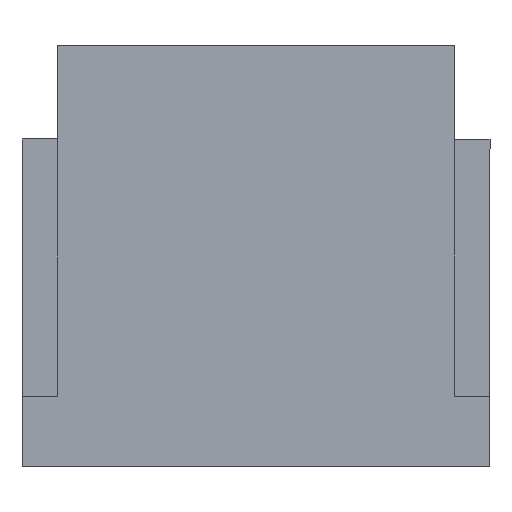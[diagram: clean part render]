
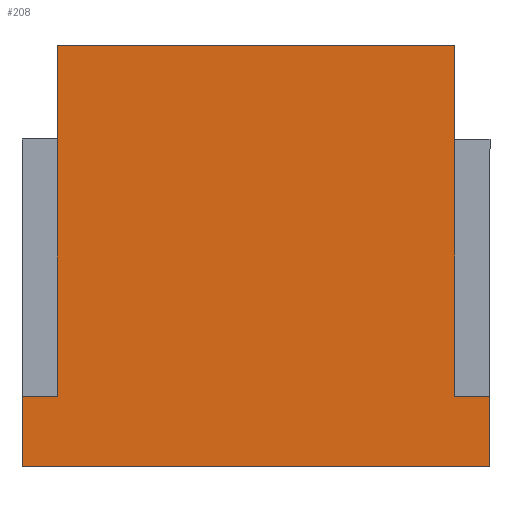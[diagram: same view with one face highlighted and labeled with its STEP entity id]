
A CAD part, front view. The second image highlights one B-rep face of the part: STEP entity #208.
In plain terms, the highlighted planar face has unit normal (0, -1, 0).
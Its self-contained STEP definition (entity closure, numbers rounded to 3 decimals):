
#208 = ADVANCED_FACE ( 'NONE', ( #1159 ), #1211, .F. ) ;
#209 = EDGE_LOOP ( 'NONE', ( #210, #214, #270, #273, #276, #279, #282, #257 ) ) ;
#210 = ORIENTED_EDGE ( 'NONE', *, *, #211, .T. ) ;
#211 = EDGE_CURVE ( 'NONE', #212, #213, #1206, .T. ) ;
#212 = VERTEX_POINT ( 'NONE', #1202 ) ;
#213 = VERTEX_POINT ( 'NONE', #1201 ) ;
#214 = ORIENTED_EDGE ( 'NONE', *, *, #215, .T. ) ;
#215 = EDGE_CURVE ( 'NONE', #213, #269, #1200, .T. ) ;
#257 = ORIENTED_EDGE ( 'NONE', *, *, #258, .T. ) ;
#258 = EDGE_CURVE ( 'NONE', #284, #212, #1315, .T. ) ;
#269 = VERTEX_POINT ( 'NONE', #1331 ) ;
#270 = ORIENTED_EDGE ( 'NONE', *, *, #271, .T. ) ;
#271 = EDGE_CURVE ( 'NONE', #269, #272, #1337, .T. ) ;
#272 = VERTEX_POINT ( 'NONE', #1381 ) ;
#273 = ORIENTED_EDGE ( 'NONE', *, *, #274, .F. ) ;
#274 = EDGE_CURVE ( 'NONE', #275, #272, #1380, .T. ) ;
#275 = VERTEX_POINT ( 'NONE', #1376 ) ;
#276 = ORIENTED_EDGE ( 'NONE', *, *, #277, .F. ) ;
#277 = EDGE_CURVE ( 'NONE', #278, #275, #1375, .T. ) ;
#278 = VERTEX_POINT ( 'NONE', #1371 ) ;
#279 = ORIENTED_EDGE ( 'NONE', *, *, #280, .T. ) ;
#280 = EDGE_CURVE ( 'NONE', #278, #281, #1370, .T. ) ;
#281 = VERTEX_POINT ( 'NONE', #1366 ) ;
#282 = ORIENTED_EDGE ( 'NONE', *, *, #283, .T. ) ;
#283 = EDGE_CURVE ( 'NONE', #281, #284, #1365, .T. ) ;
#284 = VERTEX_POINT ( 'NONE', #1361 ) ;
#1159 = FACE_OUTER_BOUND ( 'NONE', #209, .T. ) ;
#1197 = DIRECTION ( 'NONE',  ( -1., 0., 0. ) ) ;
#1198 = VECTOR ( 'NONE', #1197, 1000. ) ;
#1199 = CARTESIAN_POINT ( 'NONE',  ( -3.8, 0., -1.2 ) ) ;
#1200 = LINE ( 'NONE', #1199, #1198 ) ;
#1201 = CARTESIAN_POINT ( 'NONE',  ( -3.5, 0., -1.2 ) ) ;
#1202 = CARTESIAN_POINT ( 'NONE',  ( -3.5, 0., 1.8 ) ) ;
#1203 = DIRECTION ( 'NONE',  ( 0., 0., -1. ) ) ;
#1204 = VECTOR ( 'NONE', #1203, 1000. ) ;
#1205 = CARTESIAN_POINT ( 'NONE',  ( -3.5, 0., 1.8 ) ) ;
#1206 = LINE ( 'NONE', #1205, #1204 ) ;
#1207 = DIRECTION ( 'NONE',  ( 0., 0., 1. ) ) ;
#1208 = DIRECTION ( 'NONE',  ( 0., 1., 0. ) ) ;
#1209 = CARTESIAN_POINT ( 'NONE',  ( 0.2, 0., -1.8 ) ) ;
#1210 = AXIS2_PLACEMENT_3D ( 'NONE', #1209, #1208, #1207 ) ;
#1211 = PLANE ( 'NONE',  #1210 ) ;
#1312 = DIRECTION ( 'NONE',  ( -1., 0., 0. ) ) ;
#1313 = VECTOR ( 'NONE', #1312, 1000. ) ;
#1314 = CARTESIAN_POINT ( 'NONE',  ( 0.2, 0., 1.8 ) ) ;
#1315 = LINE ( 'NONE', #1314, #1313 ) ;
#1331 = CARTESIAN_POINT ( 'NONE',  ( -3.8, 0., -1.2 ) ) ;
#1337 = LINE ( 'NONE', #1384, #1383 ) ;
#1361 = CARTESIAN_POINT ( 'NONE',  ( -0.1, 0., 1.8 ) ) ;
#1362 = DIRECTION ( 'NONE',  ( 0., 0., 1. ) ) ;
#1363 = VECTOR ( 'NONE', #1362, 1000. ) ;
#1364 = CARTESIAN_POINT ( 'NONE',  ( -0.1, 0., 1.8 ) ) ;
#1365 = LINE ( 'NONE', #1364, #1363 ) ;
#1366 = CARTESIAN_POINT ( 'NONE',  ( -0.1, 0., -1.2 ) ) ;
#1367 = DIRECTION ( 'NONE',  ( -1., 0., 0. ) ) ;
#1368 = VECTOR ( 'NONE', #1367, 1000. ) ;
#1369 = CARTESIAN_POINT ( 'NONE',  ( 0.2, 0., -1.2 ) ) ;
#1370 = LINE ( 'NONE', #1369, #1368 ) ;
#1371 = CARTESIAN_POINT ( 'NONE',  ( 0.2, 0., -1.2 ) ) ;
#1372 = DIRECTION ( 'NONE',  ( 0., 0., -1. ) ) ;
#1373 = VECTOR ( 'NONE', #1372, 1000. ) ;
#1374 = CARTESIAN_POINT ( 'NONE',  ( 0.2, 0., -1.8 ) ) ;
#1375 = LINE ( 'NONE', #1374, #1373 ) ;
#1376 = CARTESIAN_POINT ( 'NONE',  ( 0.2, 0., -1.8 ) ) ;
#1377 = DIRECTION ( 'NONE',  ( -1., 0., 0. ) ) ;
#1378 = VECTOR ( 'NONE', #1377, 1000. ) ;
#1379 = CARTESIAN_POINT ( 'NONE',  ( 0.2, 0., -1.8 ) ) ;
#1380 = LINE ( 'NONE', #1379, #1378 ) ;
#1381 = CARTESIAN_POINT ( 'NONE',  ( -3.8, 0., -1.8 ) ) ;
#1382 = DIRECTION ( 'NONE',  ( 0., 0., -1. ) ) ;
#1383 = VECTOR ( 'NONE', #1382, 1000. ) ;
#1384 = CARTESIAN_POINT ( 'NONE',  ( -3.8, 0., -1.8 ) ) ;
